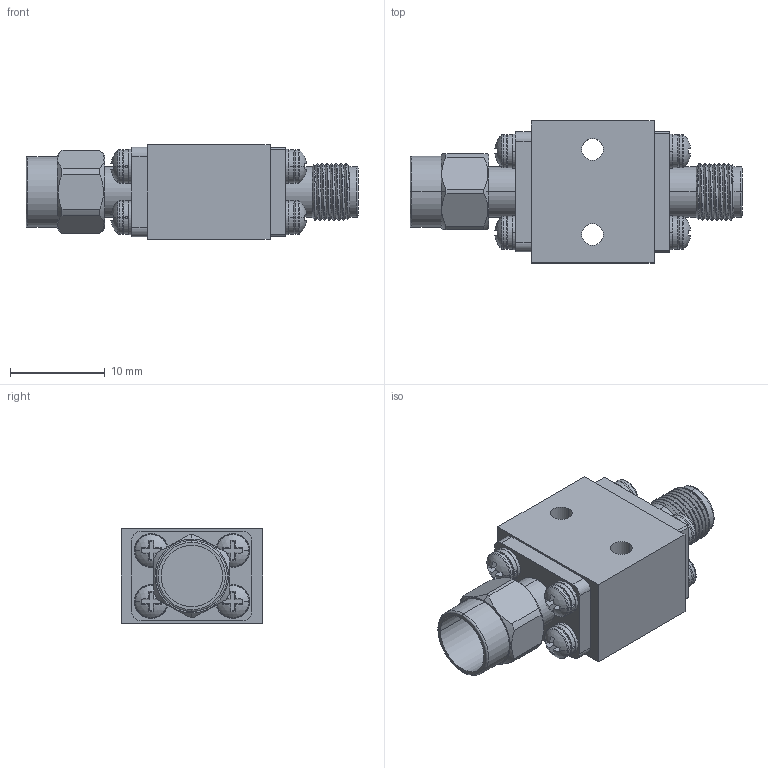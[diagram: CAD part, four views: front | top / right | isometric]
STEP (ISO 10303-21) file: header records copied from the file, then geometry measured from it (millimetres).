
FILE_DESCRIPTION (( 'STEP AP214' ), '1' );
FILE_NAME ('CF-LA-X2.STEP', '2025-10-10T23:22:08', ( '' ), ( '' ), 'SwSTEP 2.0', 'SolidWorks 2021', '' );
FILE_SCHEMA (( 'AUTOMOTIVE_DESIGN' ));
Length unit declared in the file: inch
Products named in the file (1): CF-LA-X2
Bounding box: 35.1 x 15 x 10 mm (x, y, z)
Volume: 2848.3 mm3; surface area: 2523.5 mm2
Topology: 1 solids, 3 shells, 467 faces, 1152 edges, 719 vertices
Faces by surface type: plane 191, cylinder 178, torus 52, cone 24, sphere 16, bspline 6
Entity records: 21454 total; most frequent: CARTESIAN_POINT 3887, DIRECTION 2593, ORIENTED_EDGE 2304, EDGE_CURVE 1152, AXIS2_PLACEMENT_3D 1049, VERTEX_POINT 719, CIRCLE 587, EDGE_LOOP 525
